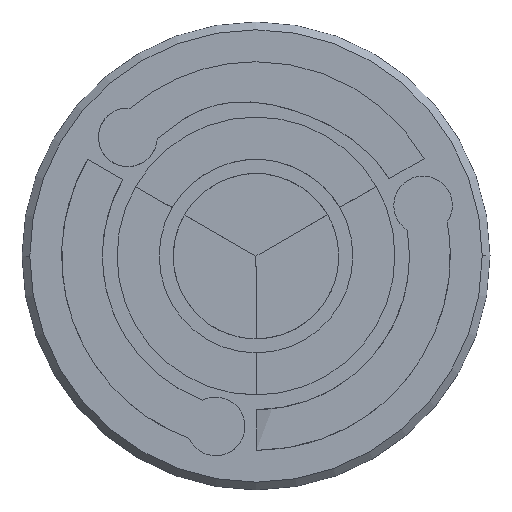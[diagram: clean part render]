
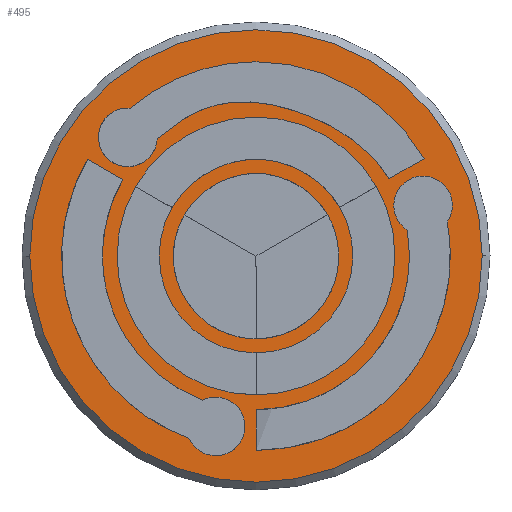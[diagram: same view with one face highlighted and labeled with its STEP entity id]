
A CAD part, front view. The second image highlights one B-rep face of the part: STEP entity #495.
In plain terms, the highlighted planar face has unit normal (0, -1, 0).
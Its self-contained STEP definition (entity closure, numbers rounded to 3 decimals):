
#380=CARTESIAN_POINT('',(0.,-55.33,
-4.462));
#381=DIRECTION('',(0.,-1.,0.));
#382=DIRECTION('',(-1.,0.,0.));
#383=AXIS2_PLACEMENT_3D('',#380,#381,#382);
#388=CARTESIAN_POINT('',(0.,-55.33,
-4.463));
#389=DIRECTION('',(0.,-1.,0.));
#390=DIRECTION('',(1.,0.,0.001));
#391=AXIS2_PLACEMENT_3D('',#388,#389,#390);
#396=CARTESIAN_POINT('',(-29.111,-55.33,
-4.465));
#398=VERTEX_POINT('',#396);
#400=CARTESIAN_POINT('',(29.112,-55.33,-4.448));
#402=VERTEX_POINT('',#400);
#486=CARTESIAN_POINT('',(-34.934,-55.33,
-39.397));
#487=DIRECTION('',(0.,-1.,0.));
#488=DIRECTION('',(1.,0.,0.));
#489=AXIS2_PLACEMENT_3D('',#486,#487,#488);
#490=PLANE('',#489);
#491=ORIENTED_EDGE('',*,*,#423,.F.);
#492=ORIENTED_EDGE('',*,*,#479,.F.);
#493=EDGE_LOOP('',(#491,#492));
#494=FACE_OUTER_BOUND('',#493,.F.);
#384=CIRCLE('',#383,29.112);
#392=CIRCLE('',#391,29.112);
#423=EDGE_CURVE('',#398,#402,#384,.T.);
#479=EDGE_CURVE('',#402,#398,#392,.T.);
#495=ADVANCED_FACE('',(#494),#490,.T.);
